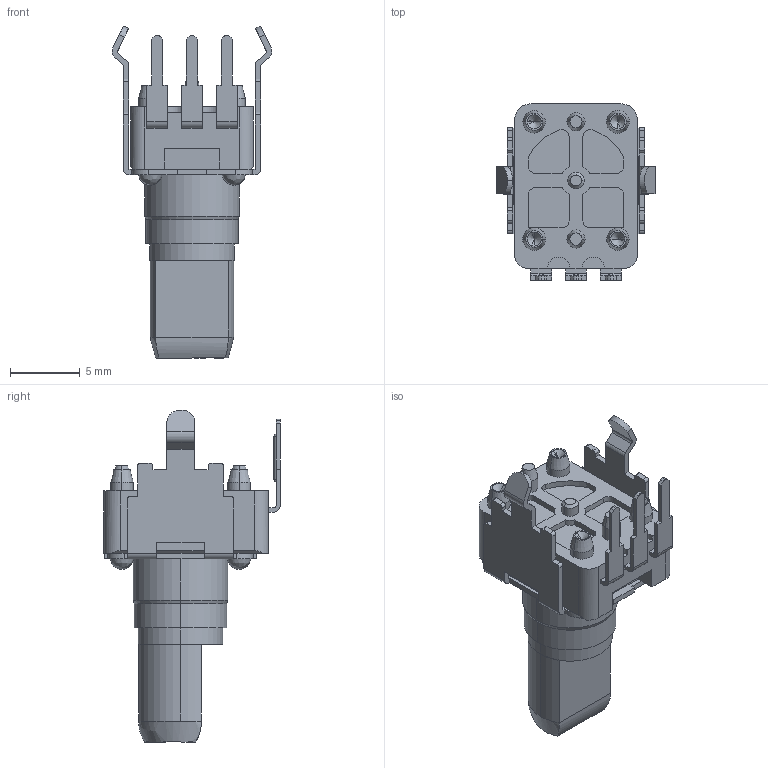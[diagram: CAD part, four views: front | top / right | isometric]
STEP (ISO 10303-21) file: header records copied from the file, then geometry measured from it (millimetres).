
FILE_DESCRIPTION (( 'STEP AP214' ), '1' );
FILE_NAME ('RK09D1130-F20.STEP', '2025-07-03T11:06:51', ( '' ), ( '' ), 'SwSTEP 2.0', 'SolidWorks 2024', '' );
FILE_SCHEMA (( 'AUTOMOTIVE_DESIGN' ));
Length unit declared in the file: millimetre
Products named in the file (1): RK09D1130-F20
Bounding box: 11.45 x 12.65 x 23.8 mm (x, y, z)
Volume: 901.9 mm3; surface area: 1028.1 mm2
Topology: 1 solids, 1 shells, 283 faces, 767 edges, 500 vertices
Faces by surface type: plane 155, cylinder 93, cone 24, bspline 11
Entity records: 12233 total; most frequent: CARTESIAN_POINT 1917, ORIENTED_EDGE 1512, DIRECTION 1494, EDGE_CURVE 756, LINE 522, VECTOR 522, VERTEX_POINT 499, AXIS2_PLACEMENT_3D 486
